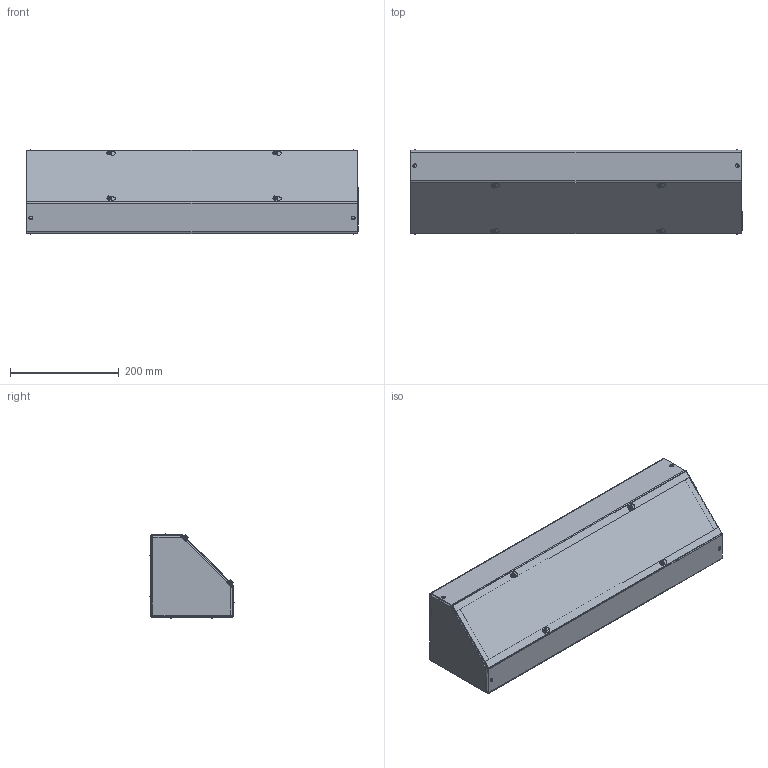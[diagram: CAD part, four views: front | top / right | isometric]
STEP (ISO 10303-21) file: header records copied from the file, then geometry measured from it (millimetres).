
FILE_DESCRIPTION (( 'STEP AP214' ), '1' );
FILE_NAME ('S6624ATNK.STEP', '2021-09-23T19:28:31', ( '' ), ( '' ), 'SwSTEP 2.0', 'SolidWorks 2021', '' );
FILE_SCHEMA (( 'AUTOMOTIVE_DESIGN' ));
Length unit declared in the file: inch
Products named in the file (1): S6624ATNK
Bounding box: 609.6 x 154.43 x 154.43 mm (x, y, z)
Volume: 548614.4 mm3; surface area: 793698.4 mm2
Topology: 20 solids, 20 shells, 974 faces, 2350 edges, 1420 vertices
Faces by surface type: cylinder 278, plane 248, cone 240, bspline 168, torus 40
Entity records: 46545 total; most frequent: CARTESIAN_POINT 11021, DIRECTION 4920, ORIENTED_EDGE 4652, EDGE_CURVE 2326, AXIS2_PLACEMENT_3D 1983, VERTEX_POINT 1420, CIRCLE 1176, EDGE_LOOP 1082
